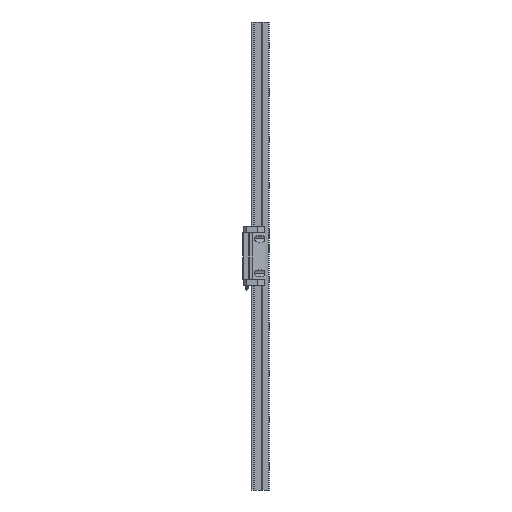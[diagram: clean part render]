
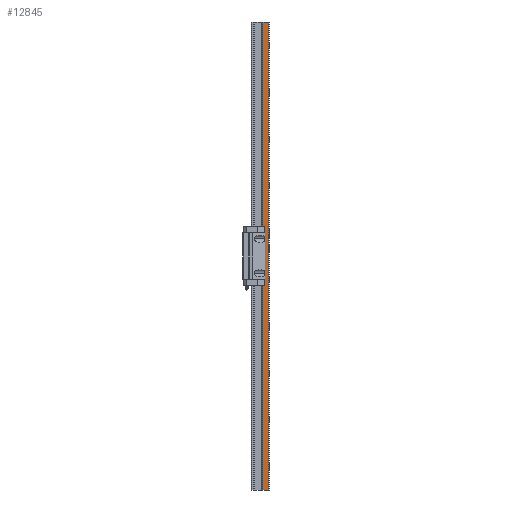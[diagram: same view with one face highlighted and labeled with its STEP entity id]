
A CAD part, left-side view. The second image highlights one B-rep face of the part: STEP entity #12845.
In plain terms, the highlighted planar face has unit normal (-1, 0, 0).
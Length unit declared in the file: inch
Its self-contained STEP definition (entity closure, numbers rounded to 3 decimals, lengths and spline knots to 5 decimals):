
#8 = VERTEX_POINT ( 'NONE', #8254 ) ;
#54 = EDGE_LOOP ( 'NONE', ( #10215, #4856, #5974, #11631 ) ) ;
#585 = LINE ( 'NONE', #12623, #7763 ) ;
#2422 = DIRECTION ( 'NONE',  ( 0., -1., 0. ) ) ;
#2525 = CARTESIAN_POINT ( 'NONE',  ( -1.24016, -1.4753, 59.05512 ) ) ;
#2944 = CARTESIAN_POINT ( 'NONE',  ( -1.24016, -1.4753, 59.05512 ) ) ;
#3266 = DIRECTION ( 'NONE',  ( 0., 0., -1. ) ) ;
#3538 = EDGE_CURVE ( 'NONE', #9695, #8017, #585, .T. ) ;
#4136 = DIRECTION ( 'NONE',  ( 0., 1., 0. ) ) ;
#4193 = DIRECTION ( 'NONE',  ( 1., 0., 0. ) ) ;
#4223 = CARTESIAN_POINT ( 'NONE',  ( -1.24016, -2.20472, 59.05512 ) ) ;
#4238 = PLANE ( 'NONE',  #9850 ) ;
#4856 = ORIENTED_EDGE ( 'NONE', *, *, #12462, .F. ) ;
#4896 = LINE ( 'NONE', #7114, #6901 ) ;
#4990 = DIRECTION ( 'NONE',  ( 0., -1., 0. ) ) ;
#5706 = CARTESIAN_POINT ( 'NONE',  ( -1.24016, -1.4753, 0. ) ) ;
#5974 = ORIENTED_EDGE ( 'NONE', *, *, #11885, .F. ) ;
#6222 = VERTEX_POINT ( 'NONE', #2525 ) ;
#6788 = LINE ( 'NONE', #2944, #10701 ) ;
#6901 = VECTOR ( 'NONE', #4990, 39.37008 ) ;
#7114 = CARTESIAN_POINT ( 'NONE',  ( -1.24016, -2.20472, 59.05512 ) ) ;
#7188 = EDGE_CURVE ( 'NONE', #6222, #9695, #6788, .T. ) ;
#7211 = VECTOR ( 'NONE', #10768, 39.37008 ) ;
#7763 = VECTOR ( 'NONE', #2422, 39.37008 ) ;
#8017 = VERTEX_POINT ( 'NONE', #8397 ) ;
#8254 = CARTESIAN_POINT ( 'NONE',  ( -1.24016, -2.20472, 59.05512 ) ) ;
#8397 = CARTESIAN_POINT ( 'NONE',  ( -1.24016, -2.20472, 0. ) ) ;
#9695 = VERTEX_POINT ( 'NONE', #5706 ) ;
#9850 = AXIS2_PLACEMENT_3D ( 'NONE', #4223, #4193, #4136 ) ;
#9904 = LINE ( 'NONE', #10723, #7211 ) ;
#10215 = ORIENTED_EDGE ( 'NONE', *, *, #3538, .T. ) ;
#10701 = VECTOR ( 'NONE', #3266, 39.37008 ) ;
#10723 = CARTESIAN_POINT ( 'NONE',  ( -1.24016, -2.20472, 59.05512 ) ) ;
#10768 = DIRECTION ( 'NONE',  ( 0., 0., -1. ) ) ;
#11351 = FACE_OUTER_BOUND ( 'NONE', #54, .T. ) ;
#11631 = ORIENTED_EDGE ( 'NONE', *, *, #7188, .T. ) ;
#11885 = EDGE_CURVE ( 'NONE', #6222, #8, #4896, .T. ) ;
#12462 = EDGE_CURVE ( 'NONE', #8, #8017, #9904, .T. ) ;
#12623 = CARTESIAN_POINT ( 'NONE',  ( -1.24016, -2.20472, 0. ) ) ;
#12845 = ADVANCED_FACE ( 'NONE', ( #11351 ), #4238, .F. ) ;
